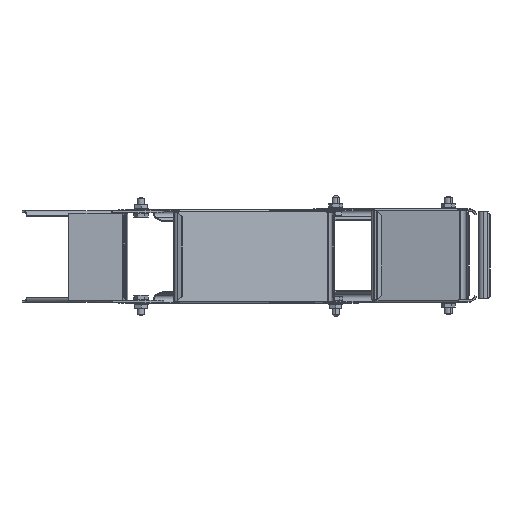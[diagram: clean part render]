
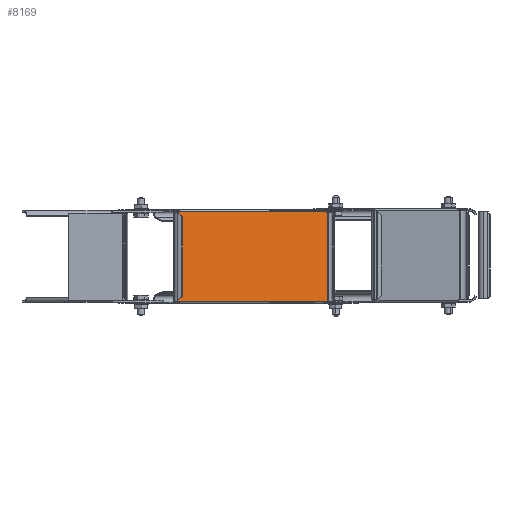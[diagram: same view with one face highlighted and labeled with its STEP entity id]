
A CAD part, front view. The second image highlights one B-rep face of the part: STEP entity #8169.
In plain terms, the highlighted face is planar.
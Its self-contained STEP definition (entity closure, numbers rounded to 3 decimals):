
#5597=DIRECTION('',(-1.,0.,0.));
#5598=VECTOR('',#5597,181.);
#5599=CARTESIAN_POINT('',(90.5,0.,-47.75));
#5600=LINE('',#5599,#5598);
#5642=CARTESIAN_POINT('',(-91.75,0.,-50.75));
#5643=DIRECTION('',(0.,1.,0.));
#5644=DIRECTION('',(0.,0.,1.));
#5645=AXIS2_PLACEMENT_3D('',#5642,#5643,#5644);
#5647=DIRECTION('',(1.,0.,0.));
#5648=VECTOR('',#5647,1.5);
#5649=CARTESIAN_POINT('',(-93.25,0.,-47.5));
#5650=LINE('',#5649,#5648);
#5651=DIRECTION('',(-1.,0.,0.));
#5652=VECTOR('',#5651,1.5);
#5653=CARTESIAN_POINT('',(-91.75,0.,47.5));
#5654=LINE('',#5653,#5652);
#5655=CARTESIAN_POINT('',(-91.75,0.,50.75));
#5656=DIRECTION('',(0.,1.,0.));
#5657=DIRECTION('',(0.385,0.,-0.923));
#5658=AXIS2_PLACEMENT_3D('',#5655,#5656,#5657);
#5660=CARTESIAN_POINT('',(91.75,0.,50.75));
#5661=DIRECTION('',(0.,1.,0.));
#5662=DIRECTION('',(0.,0.,-1.));
#5663=AXIS2_PLACEMENT_3D('',#5660,#5661,#5662);
#5665=DIRECTION('',(-1.,0.,0.));
#5666=VECTOR('',#5665,1.5);
#5667=CARTESIAN_POINT('',(93.25,0.,47.5));
#5668=LINE('',#5667,#5666);
#5669=DIRECTION('',(1.,0.,0.));
#5670=VECTOR('',#5669,1.5);
#5671=CARTESIAN_POINT('',(91.75,0.,-47.5));
#5672=LINE('',#5671,#5670);
#5673=CARTESIAN_POINT('',(91.75,0.,-50.75));
#5674=DIRECTION('',(0.,1.,0.));
#5675=DIRECTION('',(-0.385,0.,0.923));
#5676=AXIS2_PLACEMENT_3D('',#5673,#5674,#5675);
#6401=DIRECTION('',(1.,0.,0.));
#6402=VECTOR('',#6401,181.);
#6403=CARTESIAN_POINT('',(-90.5,0.,47.75));
#6404=LINE('',#6403,#6402);
#6529=DIRECTION('',(0.,0.,-1.));
#6530=VECTOR('',#6529,95.);
#6531=CARTESIAN_POINT('',(93.25,0.,47.5));
#6532=LINE('',#6531,#6530);
#6653=DIRECTION('',(0.,0.,1.));
#6654=VECTOR('',#6653,95.);
#6655=CARTESIAN_POINT('',(-93.25,0.,-47.5));
#6656=LINE('',#6655,#6654);
#6994=CARTESIAN_POINT('',(-93.25,0.,47.5));
#6996=VERTEX_POINT('',#6994);
#6999=CARTESIAN_POINT('',(-93.25,0.,-47.5));
#7000=VERTEX_POINT('',#6999);
#7001=CARTESIAN_POINT('',(90.5,0.,-47.75));
#7002=CARTESIAN_POINT('',(-90.5,0.,-47.75));
#7003=VERTEX_POINT('',#7001);
#7004=VERTEX_POINT('',#7002);
#7005=CARTESIAN_POINT('',(91.75,0.,-47.5));
#7006=VERTEX_POINT('',#7005);
#7007=CARTESIAN_POINT('',(93.25,0.,-47.5));
#7008=VERTEX_POINT('',#7007);
#7009=CARTESIAN_POINT('',(93.25,0.,47.5));
#7010=VERTEX_POINT('',#7009);
#7011=CARTESIAN_POINT('',(91.75,0.,47.5));
#7012=VERTEX_POINT('',#7011);
#7013=CARTESIAN_POINT('',(90.5,0.,47.75));
#7014=VERTEX_POINT('',#7013);
#7015=CARTESIAN_POINT('',(-90.5,0.,47.75));
#7016=VERTEX_POINT('',#7015);
#7017=CARTESIAN_POINT('',(-91.75,0.,47.5));
#7018=VERTEX_POINT('',#7017);
#7019=CARTESIAN_POINT('',(-91.75,0.,-47.5));
#7020=VERTEX_POINT('',#7019);
#8140=CARTESIAN_POINT('',(-144.,0.,50.));
#8141=DIRECTION('',(0.,-1.,0.));
#8142=DIRECTION('',(0.,0.,-1.));
#8143=AXIS2_PLACEMENT_3D('',#8140,#8141,#8142);
#8144=PLANE('',#8143);
#8145=ORIENTED_EDGE('',*,*,#8132,.T.);
#8147=ORIENTED_EDGE('',*,*,#8146,.F.);
#8149=ORIENTED_EDGE('',*,*,#8148,.F.);
#8151=ORIENTED_EDGE('',*,*,#8150,.T.);
#8153=ORIENTED_EDGE('',*,*,#8152,.F.);
#8155=ORIENTED_EDGE('',*,*,#8154,.F.);
#8157=ORIENTED_EDGE('',*,*,#8156,.T.);
#8159=ORIENTED_EDGE('',*,*,#8158,.F.);
#8161=ORIENTED_EDGE('',*,*,#8160,.F.);
#8163=ORIENTED_EDGE('',*,*,#8162,.T.);
#8165=ORIENTED_EDGE('',*,*,#8164,.F.);
#8166=ORIENTED_EDGE('',*,*,#8033,.F.);
#8167=EDGE_LOOP('',(#8145,#8147,#8149,#8151,#8153,#8155,#8157,#8159,#8161,#8163,
#8165,#8166));
#8168=FACE_OUTER_BOUND('',#8167,.F.);
#8169=ADVANCED_FACE('',(#8168),#8144,.T.);
#5646=CIRCLE('',#5645,3.25);
#5659=CIRCLE('',#5658,3.25);
#5664=CIRCLE('',#5663,3.25);
#5677=CIRCLE('',#5676,3.25);
#8033=EDGE_CURVE('',#7003,#7006,#5677,.T.);
#8132=EDGE_CURVE('',#7003,#7004,#5600,.T.);
#8146=EDGE_CURVE('',#7020,#7004,#5646,.T.);
#8148=EDGE_CURVE('',#7000,#7020,#5650,.T.);
#8150=EDGE_CURVE('',#7000,#6996,#6656,.T.);
#8152=EDGE_CURVE('',#7018,#6996,#5654,.T.);
#8154=EDGE_CURVE('',#7016,#7018,#5659,.T.);
#8156=EDGE_CURVE('',#7016,#7014,#6404,.T.);
#8158=EDGE_CURVE('',#7012,#7014,#5664,.T.);
#8160=EDGE_CURVE('',#7010,#7012,#5668,.T.);
#8162=EDGE_CURVE('',#7010,#7008,#6532,.T.);
#8164=EDGE_CURVE('',#7006,#7008,#5672,.T.);
